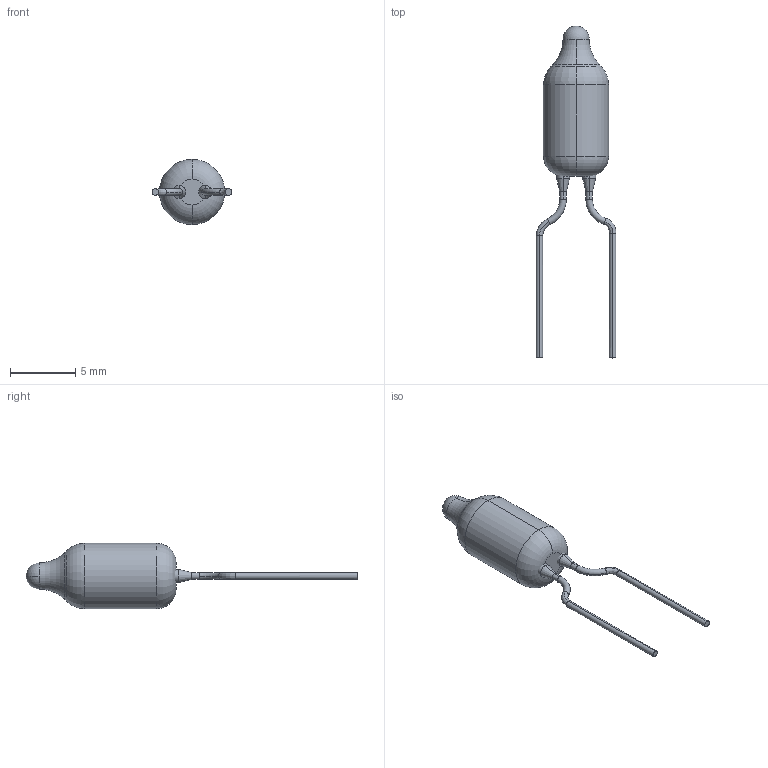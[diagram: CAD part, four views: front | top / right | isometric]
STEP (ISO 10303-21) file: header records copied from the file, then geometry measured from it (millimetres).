
FILE_DESCRIPTION (( 'STEP AP214' ), '1' );
FILE_NAME ('NE-2 - Neon.STEP', '2022-11-04T20:58:00', ( '' ), ( '' ), 'SwSTEP 2.0', 'SolidWorks 2016', '' );
FILE_SCHEMA (( 'AUTOMOTIVE_DESIGN' ));
Length unit declared in the file: millimetre
Products named in the file (1): NE-2 - Neon
Bounding box: 6.12 x 25.44 x 5 mm (x, y, z)
Volume: 85.5 mm3; surface area: 367 mm2
Topology: 3 solids, 4 shells, 58 faces, 124 edges, 70 vertices
Faces by surface type: torus 20, cylinder 16, cone 8, plane 6, sphere 4, bspline 4
Entity records: 2356 total; most frequent: CARTESIAN_POINT 749, DIRECTION 310, ORIENTED_EDGE 240, AXIS2_PLACEMENT_3D 143, EDGE_CURVE 120, CIRCLE 88, VERTEX_POINT 70, FACE_OUTER_BOUND 58
